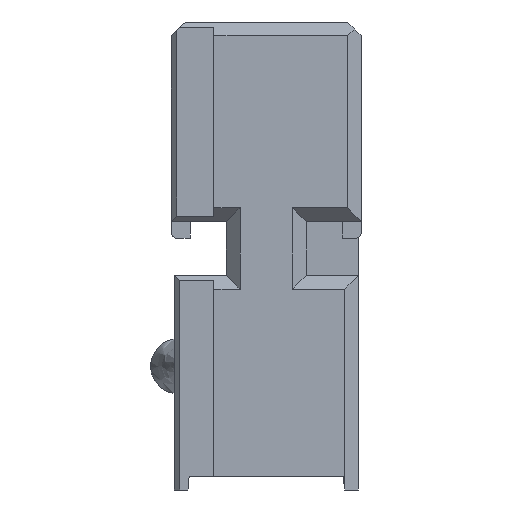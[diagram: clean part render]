
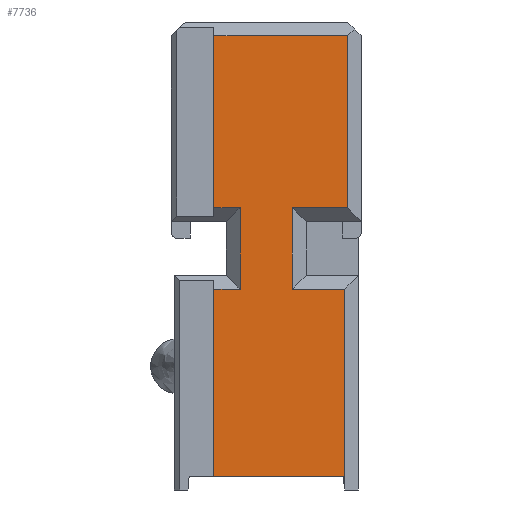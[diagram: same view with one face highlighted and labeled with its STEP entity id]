
A CAD part, left-side view. The second image highlights one B-rep face of the part: STEP entity #7736.
In plain terms, the highlighted planar face has unit normal (-1, 0, 0).
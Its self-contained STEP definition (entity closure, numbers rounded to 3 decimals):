
#6883=FACE_OUTER_BOUND('',#9464,.T.);
#7736=ADVANCED_FACE('',(#6883),#8611,.F.);
#8611=PLANE('',#23168);
#9464=EDGE_LOOP('',(#10948,#10949,#10950,#10951,#10952,#10953,#10954,#10955,
#10956,#10957,#10958,#10959,#10960,#10961));
#10948=ORIENTED_EDGE('',*,*,#17202,.F.);
#10949=ORIENTED_EDGE('',*,*,#17203,.T.);
#10950=ORIENTED_EDGE('',*,*,#17204,.T.);
#10951=ORIENTED_EDGE('',*,*,#17205,.T.);
#10952=ORIENTED_EDGE('',*,*,#17206,.T.);
#10953=ORIENTED_EDGE('',*,*,#17207,.T.);
#10954=ORIENTED_EDGE('',*,*,#17208,.T.);
#10955=ORIENTED_EDGE('',*,*,#17209,.F.);
#10956=ORIENTED_EDGE('',*,*,#17210,.T.);
#10957=ORIENTED_EDGE('',*,*,#17211,.T.);
#10958=ORIENTED_EDGE('',*,*,#17212,.T.);
#10959=ORIENTED_EDGE('',*,*,#17213,.F.);
#10960=ORIENTED_EDGE('',*,*,#17214,.T.);
#10961=ORIENTED_EDGE('',*,*,#17215,.F.);
#15569=VERTEX_POINT('',#29579);
#15570=VERTEX_POINT('',#29580);
#15571=VERTEX_POINT('',#29582);
#15572=VERTEX_POINT('',#29584);
#15573=VERTEX_POINT('',#29586);
#15574=VERTEX_POINT('',#29588);
#15575=VERTEX_POINT('',#29590);
#15576=VERTEX_POINT('',#29592);
#15577=VERTEX_POINT('',#29594);
#15578=VERTEX_POINT('',#29596);
#15579=VERTEX_POINT('',#29598);
#15580=VERTEX_POINT('',#29600);
#15581=VERTEX_POINT('',#29602);
#15582=VERTEX_POINT('',#29604);
#17202=EDGE_CURVE('',#15569,#15570,#19505,.T.);
#17203=EDGE_CURVE('',#15569,#15571,#19506,.T.);
#17204=EDGE_CURVE('',#15571,#15572,#19507,.T.);
#17205=EDGE_CURVE('',#15572,#15573,#19508,.T.);
#17206=EDGE_CURVE('',#15573,#15574,#19509,.T.);
#17207=EDGE_CURVE('',#15574,#15575,#19510,.T.);
#17208=EDGE_CURVE('',#15575,#15576,#19511,.T.);
#17209=EDGE_CURVE('',#15577,#15576,#19512,.T.);
#17210=EDGE_CURVE('',#15577,#15578,#19513,.T.);
#17211=EDGE_CURVE('',#15578,#15579,#19514,.T.);
#17212=EDGE_CURVE('',#15579,#15580,#19515,.T.);
#17213=EDGE_CURVE('',#15581,#15580,#19516,.T.);
#17214=EDGE_CURVE('',#15581,#15582,#19517,.T.);
#17215=EDGE_CURVE('',#15570,#15582,#19518,.T.);
#19505=LINE('',#29578,#21486);
#19506=LINE('',#29581,#21487);
#19507=LINE('',#29583,#21488);
#19508=LINE('',#29585,#21489);
#19509=LINE('',#29587,#21490);
#19510=LINE('',#29589,#21491);
#19511=LINE('',#29591,#21492);
#19512=LINE('',#29593,#21493);
#19513=LINE('',#29595,#21494);
#19514=LINE('',#29597,#21495);
#19515=LINE('',#29599,#21496);
#19516=LINE('',#29601,#21497);
#19517=LINE('',#29603,#21498);
#19518=LINE('',#29605,#21499);
#21486=VECTOR('',#24842,1.);
#21487=VECTOR('',#24843,1.);
#21488=VECTOR('',#24844,1.);
#21489=VECTOR('',#24845,1.);
#21490=VECTOR('',#24846,1.);
#21491=VECTOR('',#24847,1.);
#21492=VECTOR('',#24848,1.);
#21493=VECTOR('',#24849,1.);
#21494=VECTOR('',#24850,1.);
#21495=VECTOR('',#24851,1.);
#21496=VECTOR('',#24852,1.);
#21497=VECTOR('',#24853,1.);
#21498=VECTOR('',#24854,1.);
#21499=VECTOR('',#24855,1.);
#23168=AXIS2_PLACEMENT_3D('',#29606,#24856,#24857);
#24842=DIRECTION('',(0.,1.,0.));
#24843=DIRECTION('',(0.,0.,1.));
#24844=DIRECTION('',(0.,1.,0.));
#24845=DIRECTION('',(0.,0.,1.));
#24846=DIRECTION('',(0.,-1.,0.));
#24847=DIRECTION('',(0.,0.,1.));
#24848=DIRECTION('',(0.,1.,0.));
#24849=DIRECTION('',(0.,0.,1.));
#24850=DIRECTION('',(0.,-1.,0.));
#24851=DIRECTION('',(0.,0.,-1.));
#24852=DIRECTION('',(0.,1.,0.));
#24853=DIRECTION('',(0.,0.,1.));
#24854=DIRECTION('',(0.,-1.,0.));
#24855=DIRECTION('',(0.,0.087,0.996));
#24856=DIRECTION('',(1.,0.,0.));
#24857=DIRECTION('',(0.,1.,0.));
#29578=CARTESIAN_POINT('',(-9.56,-2.85,3.4));
#29579=CARTESIAN_POINT('',(-9.56,-2.9,3.4));
#29580=CARTESIAN_POINT('',(-9.56,-2.894,3.4));
#29581=CARTESIAN_POINT('',(-9.56,-2.9,22.612));
#29582=CARTESIAN_POINT('',(-9.56,-2.9,10.696));
#29583=CARTESIAN_POINT('',(-9.56,-1.5,10.696));
#29584=CARTESIAN_POINT('',(-9.56,-1.,10.696));
#29585=CARTESIAN_POINT('',(-9.56,-1.,13.15));
#29586=CARTESIAN_POINT('',(-9.56,-1.,13.65));
#29587=CARTESIAN_POINT('',(-9.56,-3.5,13.65));
#29588=CARTESIAN_POINT('',(-9.56,-3.,13.65));
#29589=CARTESIAN_POINT('',(-9.56,-3.,19.9));
#29590=CARTESIAN_POINT('',(-9.56,-3.,19.9));
#29591=CARTESIAN_POINT('',(-9.56,1.95,19.9));
#29592=CARTESIAN_POINT('',(-9.56,1.85,19.9));
#29593=CARTESIAN_POINT('',(-9.56,1.85,22.612));
#29594=CARTESIAN_POINT('',(-9.56,1.85,13.65));
#29595=CARTESIAN_POINT('',(-9.56,7.754,13.65));
#29596=CARTESIAN_POINT('',(-9.56,0.9,13.65));
#29597=CARTESIAN_POINT('',(-9.56,0.9,22.612));
#29598=CARTESIAN_POINT('',(-9.56,0.9,10.696));
#29599=CARTESIAN_POINT('',(-9.56,7.754,10.696));
#29600=CARTESIAN_POINT('',(-9.56,1.85,10.696));
#29601=CARTESIAN_POINT('',(-9.56,1.85,22.612));
#29602=CARTESIAN_POINT('',(-9.56,1.85,3.9));
#29603=CARTESIAN_POINT('',(-9.56,-3.35,3.9));
#29604=CARTESIAN_POINT('',(-9.56,-2.85,3.9));
#29605=CARTESIAN_POINT('',(-9.56,-1.145,23.391));
#29606=CARTESIAN_POINT('',(-9.56,7.754,22.612));
